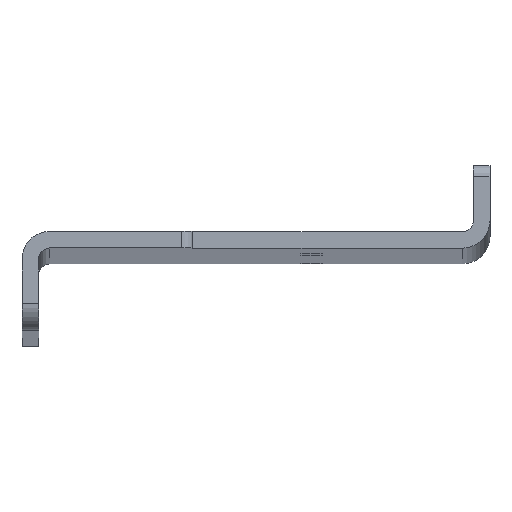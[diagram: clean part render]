
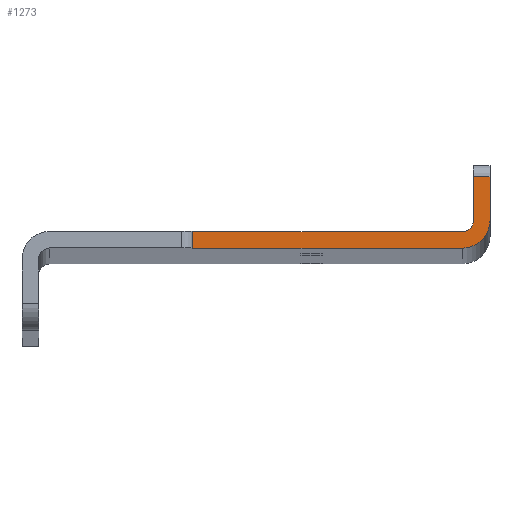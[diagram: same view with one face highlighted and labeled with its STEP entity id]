
A CAD part, top view. The second image highlights one B-rep face of the part: STEP entity #1273.
In plain terms, the highlighted planar face has unit normal (0, 0, 1).
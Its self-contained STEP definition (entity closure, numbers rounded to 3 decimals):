
#13 = CARTESIAN_POINT ( 'NONE',  ( 80., 15., 1643. ) ) ;
#16 = CARTESIAN_POINT ( 'NONE',  ( 82., 20., 1643. ) ) ;
#23 = ORIENTED_EDGE ( 'NONE', *, *, #135, .T. ) ;
#36 = CARTESIAN_POINT ( 'NONE',  ( 85., 28., 1643. ) ) ;
#42 = AXIS2_PLACEMENT_3D ( 'NONE', #512, #659, #753 ) ;
#95 = DIRECTION ( 'NONE',  ( 1., 0., 0. ) ) ;
#102 = VECTOR ( 'NONE', #555, 1000. ) ;
#117 = LINE ( 'NONE', #422, #367 ) ;
#135 = EDGE_CURVE ( 'NONE', #771, #157, #652, .T. ) ;
#157 = VERTEX_POINT ( 'NONE', #1016 ) ;
#160 = DIRECTION ( 'NONE',  ( 0., -1., 0. ) ) ;
#183 = ORIENTED_EDGE ( 'NONE', *, *, #529, .T. ) ;
#199 = EDGE_CURVE ( 'NONE', #856, #960, #617, .T. ) ;
#235 = CARTESIAN_POINT ( 'NONE',  ( 5., 15., 1643. ) ) ;
#285 = CARTESIAN_POINT ( 'NONE',  ( 82., 28., 1643. ) ) ;
#303 = AXIS2_PLACEMENT_3D ( 'NONE', #450, #876, #95 ) ;
#309 = DIRECTION ( 'NONE',  ( 0., 1., 0. ) ) ;
#340 = CARTESIAN_POINT ( 'NONE',  ( 80., 20., 1643. ) ) ;
#344 = CIRCLE ( 'NONE', #1189, 5. ) ;
#365 = DIRECTION ( 'NONE',  ( 0., 0., 1. ) ) ;
#367 = VECTOR ( 'NONE', #309, 1000. ) ;
#378 = CARTESIAN_POINT ( 'NONE',  ( 31., 15., 1643. ) ) ;
#398 = ORIENTED_EDGE ( 'NONE', *, *, #729, .F. ) ;
#404 = ORIENTED_EDGE ( 'NONE', *, *, #430, .T. ) ;
#409 = ORIENTED_EDGE ( 'NONE', *, *, #934, .T. ) ;
#422 = CARTESIAN_POINT ( 'NONE',  ( 31., 0., 1643. ) ) ;
#430 = EDGE_CURVE ( 'NONE', #1073, #771, #458, .T. ) ;
#450 = CARTESIAN_POINT ( 'NONE',  ( 80., 20., 1643. ) ) ;
#456 = VECTOR ( 'NONE', #777, 1000. ) ;
#458 = LINE ( 'NONE', #1311, #943 ) ;
#512 = CARTESIAN_POINT ( 'NONE',  ( 85., 0., 1643. ) ) ;
#529 = EDGE_CURVE ( 'NONE', #1137, #856, #344, .T. ) ;
#532 = FACE_OUTER_BOUND ( 'NONE', #941, .T. ) ;
#555 = DIRECTION ( 'NONE',  ( 1., 0., 0. ) ) ;
#562 = CARTESIAN_POINT ( 'NONE',  ( 5., 18., 1643. ) ) ;
#603 = DIRECTION ( 'NONE',  ( 0., 1., 0. ) ) ;
#617 = LINE ( 'NONE', #1340, #1121 ) ;
#652 = CIRCLE ( 'NONE', #303, 2. ) ;
#659 = DIRECTION ( 'NONE',  ( 0., 0., 1. ) ) ;
#670 = CARTESIAN_POINT ( 'NONE',  ( 82., 28., 1643. ) ) ;
#695 = ORIENTED_EDGE ( 'NONE', *, *, #898, .T. ) ;
#729 = EDGE_CURVE ( 'NONE', #1010, #1245, #117, .T. ) ;
#753 = DIRECTION ( 'NONE',  ( 1., 0., 0. ) ) ;
#771 = VERTEX_POINT ( 'NONE', #16 ) ;
#777 = DIRECTION ( 'NONE',  ( -1., 0., 0. ) ) ;
#827 = CARTESIAN_POINT ( 'NONE',  ( 31., 18., 1643. ) ) ;
#856 = VERTEX_POINT ( 'NONE', #936 ) ;
#876 = DIRECTION ( 'NONE',  ( 0., 0., -1. ) ) ;
#898 = EDGE_CURVE ( 'NONE', #1010, #1137, #1195, .T. ) ;
#908 = ORIENTED_EDGE ( 'NONE', *, *, #199, .T. ) ;
#934 = EDGE_CURVE ( 'NONE', #157, #1245, #976, .T. ) ;
#936 = CARTESIAN_POINT ( 'NONE',  ( 85., 20., 1643. ) ) ;
#941 = EDGE_LOOP ( 'NONE', ( #908, #1302, #404, #23, #409, #398, #695, #183 ) ) ;
#943 = VECTOR ( 'NONE', #160, 1000. ) ;
#960 = VERTEX_POINT ( 'NONE', #36 ) ;
#976 = LINE ( 'NONE', #562, #456 ) ;
#979 = LINE ( 'NONE', #670, #989 ) ;
#989 = VECTOR ( 'NONE', #1083, 1000. ) ;
#1010 = VERTEX_POINT ( 'NONE', #378 ) ;
#1016 = CARTESIAN_POINT ( 'NONE',  ( 80., 18., 1643. ) ) ;
#1045 = PLANE ( 'NONE',  #42 ) ;
#1073 = VERTEX_POINT ( 'NONE', #285 ) ;
#1083 = DIRECTION ( 'NONE',  ( -1., 0., 0. ) ) ;
#1121 = VECTOR ( 'NONE', #603, 1000. ) ;
#1137 = VERTEX_POINT ( 'NONE', #13 ) ;
#1189 = AXIS2_PLACEMENT_3D ( 'NONE', #340, #365, #1218 ) ;
#1195 = LINE ( 'NONE', #235, #102 ) ;
#1218 = DIRECTION ( 'NONE',  ( 1., 0., 0. ) ) ;
#1245 = VERTEX_POINT ( 'NONE', #827 ) ;
#1273 = ADVANCED_FACE ( 'NONE', ( #532 ), #1045, .T. ) ;
#1302 = ORIENTED_EDGE ( 'NONE', *, *, #1322, .T. ) ;
#1311 = CARTESIAN_POINT ( 'NONE',  ( 82., 20., 1643. ) ) ;
#1322 = EDGE_CURVE ( 'NONE', #960, #1073, #979, .T. ) ;
#1340 = CARTESIAN_POINT ( 'NONE',  ( 85., 0., 1643. ) ) ;
